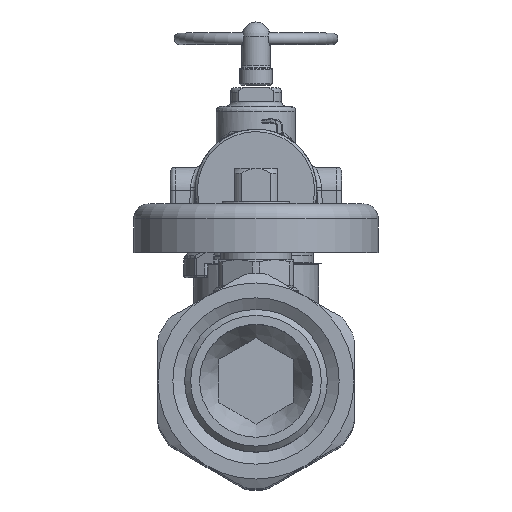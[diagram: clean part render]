
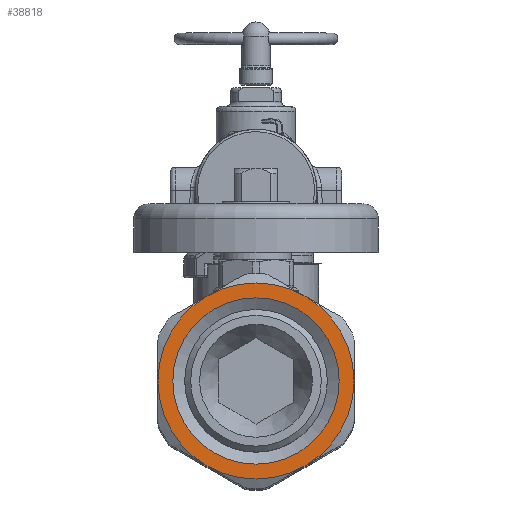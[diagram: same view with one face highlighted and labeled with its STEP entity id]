
A CAD part, top view. The second image highlights one B-rep face of the part: STEP entity #38818.
In plain terms, the highlighted planar face has unit normal (0, 0, 1).
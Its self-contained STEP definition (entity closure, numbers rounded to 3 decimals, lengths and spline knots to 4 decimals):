
#2098=FACE_BOUND('',#9191,.T.);
#2418=PLANE('',#42422);
#4180=CIRCLE('',#42367,0.7);
#4188=CIRCLE('',#42411,0.825);
#4189=CIRCLE('',#42413,0.825);
#4190=CIRCLE('',#42415,0.825);
#4191=CIRCLE('',#42417,0.825);
#4192=CIRCLE('',#42419,0.825);
#4193=CIRCLE('',#42421,0.825);
#6712=FACE_OUTER_BOUND('',#9190,.T.);
#9190=EDGE_LOOP('',(#31736,#31737,#31738,#31739,#31740,#31741));
#9191=EDGE_LOOP('',(#31742));
#16352=VERTEX_POINT('',#122925);
#16388=VERTEX_POINT('',#123175);
#16392=VERTEX_POINT('',#123193);
#16394=VERTEX_POINT('',#123203);
#16397=VERTEX_POINT('',#123224);
#16402=VERTEX_POINT('',#123258);
#16406=VERTEX_POINT('',#123298);
#21469=EDGE_CURVE('',#16352,#16352,#4180,.T.);
#21562=EDGE_CURVE('',#16406,#16388,#4188,.T.);
#21563=EDGE_CURVE('',#16392,#16406,#4189,.T.);
#21564=EDGE_CURVE('',#16402,#16392,#4190,.T.);
#21565=EDGE_CURVE('',#16397,#16402,#4191,.T.);
#21566=EDGE_CURVE('',#16394,#16397,#4192,.T.);
#21567=EDGE_CURVE('',#16388,#16394,#4193,.T.);
#31736=ORIENTED_EDGE('',*,*,#21564,.T.);
#31737=ORIENTED_EDGE('',*,*,#21563,.T.);
#31738=ORIENTED_EDGE('',*,*,#21562,.T.);
#31739=ORIENTED_EDGE('',*,*,#21567,.T.);
#31740=ORIENTED_EDGE('',*,*,#21566,.T.);
#31741=ORIENTED_EDGE('',*,*,#21565,.T.);
#31742=ORIENTED_EDGE('',*,*,#21469,.T.);
#38818=ADVANCED_FACE('',(#6712,#2098),#2418,.T.);
#42367=AXIS2_PLACEMENT_3D('',#122927,#50287,#50288);
#42411=AXIS2_PLACEMENT_3D('',#123353,#50400,#50401);
#42413=AXIS2_PLACEMENT_3D('',#123355,#50404,#50405);
#42415=AXIS2_PLACEMENT_3D('',#123357,#50408,#50409);
#42417=AXIS2_PLACEMENT_3D('',#123359,#50412,#50413);
#42419=AXIS2_PLACEMENT_3D('',#123361,#50416,#50417);
#42421=AXIS2_PLACEMENT_3D('',#123363,#50420,#50421);
#42422=AXIS2_PLACEMENT_3D('',#123364,#50422,#50423);
#50287=DIRECTION('center_axis',(0.,0.,-1.));
#50288=DIRECTION('ref_axis',(1.,0.,0.));
#50400=DIRECTION('center_axis',(0.,0.,1.));
#50401=DIRECTION('ref_axis',(1.,0.,0.));
#50404=DIRECTION('center_axis',(0.,0.,1.));
#50405=DIRECTION('ref_axis',(1.,0.,0.));
#50408=DIRECTION('center_axis',(0.,0.,1.));
#50409=DIRECTION('ref_axis',(1.,0.,0.));
#50412=DIRECTION('center_axis',(0.,0.,1.));
#50413=DIRECTION('ref_axis',(1.,0.,0.));
#50416=DIRECTION('center_axis',(0.,0.,1.));
#50417=DIRECTION('ref_axis',(1.,0.,0.));
#50420=DIRECTION('center_axis',(0.,0.,1.));
#50421=DIRECTION('ref_axis',(1.,0.,0.));
#50422=DIRECTION('center_axis',(0.,0.,1.));
#50423=DIRECTION('ref_axis',(0.,-1.,0.));
#122925=CARTESIAN_POINT('',(-0.7,0.,8.1349));
#122927=CARTESIAN_POINT('Origin',(0.,0.,8.1349));
#123175=CARTESIAN_POINT('',(0.4125,-0.7145,8.1349));
#123193=CARTESIAN_POINT('',(-0.825,0.,8.1349));
#123203=CARTESIAN_POINT('',(0.825,0.,8.1349));
#123224=CARTESIAN_POINT('',(0.4125,0.7145,8.1349));
#123258=CARTESIAN_POINT('',(-0.4125,0.7145,8.1349));
#123298=CARTESIAN_POINT('',(-0.4125,-0.7145,8.1349));
#123353=CARTESIAN_POINT('Origin',(0.,0.,8.1349));
#123355=CARTESIAN_POINT('Origin',(0.,0.,8.1349));
#123357=CARTESIAN_POINT('Origin',(0.,0.,8.1349));
#123359=CARTESIAN_POINT('Origin',(0.,0.,8.1349));
#123361=CARTESIAN_POINT('Origin',(0.,0.,8.1349));
#123363=CARTESIAN_POINT('Origin',(0.,0.,8.1349));
#123364=CARTESIAN_POINT('Origin',(0.,0.,8.1349));
